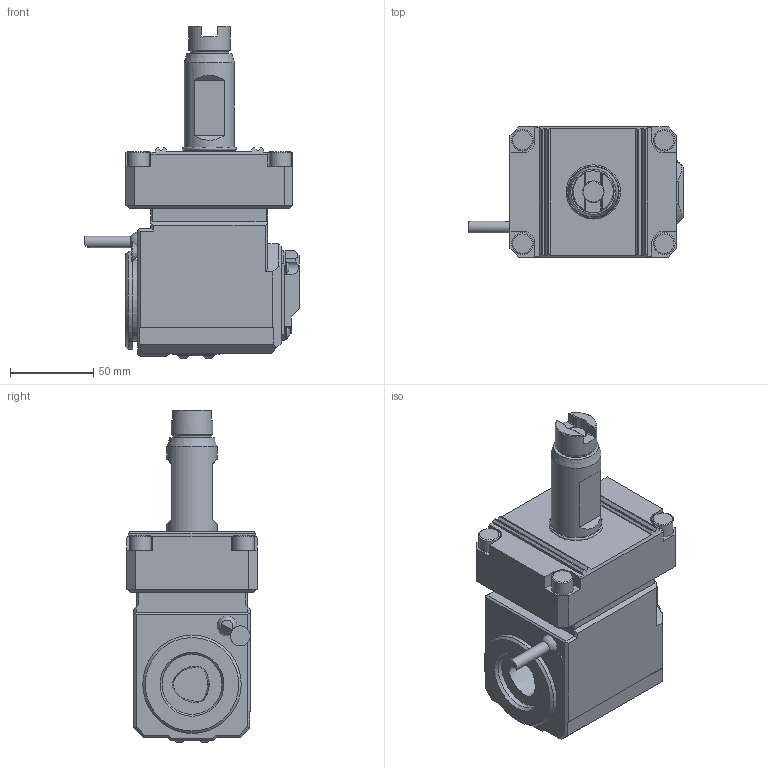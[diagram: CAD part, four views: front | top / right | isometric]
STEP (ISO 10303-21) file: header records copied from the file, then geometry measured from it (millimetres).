
FILE_DESCRIPTION(/* description */ (''),/* implementation_level */ '2;1');
FILE_NAME(/* name */ '1617966652273.stp',/* time_stamp */ '2021-04-09T13:10:58+02:00',/* author */ (''),/* organization */ ('SMS'),/* preprocessor_version */ 'ST-DEVELOPER v16.7',/* originating_system */ 'SIEMENS PLM Software NX 12.0',/* authorisation */ '');
FILE_SCHEMA (('AUTOMOTIVE_DESIGN { 1 0 10303 214 3 1 1 1 }'));
Length unit declared in the file: millimetre
Products named in the file (1): 203469415mod000_00
Bounding box: 128.8 x 78 x 199.1 mm (x, y, z)
Volume: 830546.1 mm3; surface area: 70912.2 mm2
Topology: 1 solids, 1 shells, 271 faces, 688 edges, 454 vertices
Faces by surface type: plane 187, cylinder 45, cone 21, sphere 9, torus 8, bspline 1
Full cylindrical faces by diameter (mm): 2 x1, 6 x1, 7 x1, 7.6 x8, 12.5 x1, 13 x5, 23 x1, 25 x1, 29 x1, 29.4 x1, 30 x2, 36 x1, 49 x1, 59 x1
Entity records: 7975 total; most frequent: CARTESIAN_POINT 1740, DIRECTION 1263, ORIENTED_EDGE 1204, EDGE_CURVE 602, AXIS2_PLACEMENT_3D 433, VERTEX_POINT 418, LINE 397, VECTOR 397
